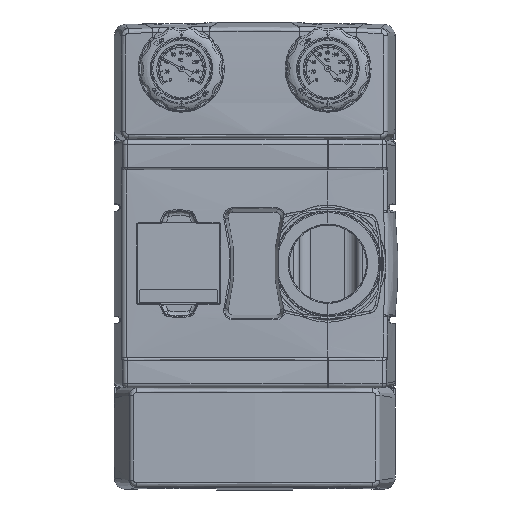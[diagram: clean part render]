
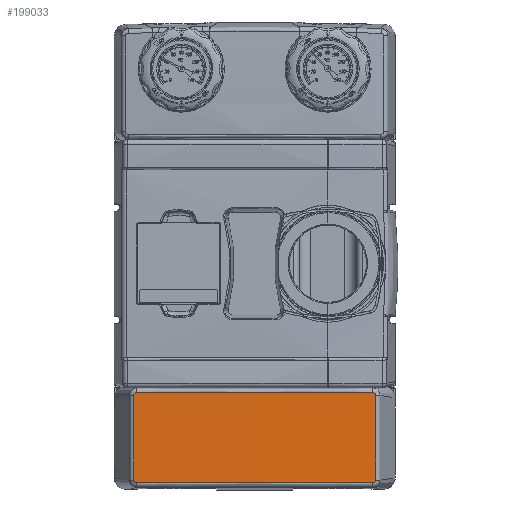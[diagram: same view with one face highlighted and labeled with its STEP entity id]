
A CAD part, top view. The second image highlights one B-rep face of the part: STEP entity #199033.
In plain terms, the highlighted cylindrical face has radius 2000 mm (diameter 4000 mm), a partial arc.
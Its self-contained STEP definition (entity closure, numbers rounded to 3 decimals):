
#198991=AXIS2_PLACEMENT_3D('Cylinder Axis2P3D',#198988,#198989,#198990) ;
#197495=CARTESIAN_POINT('Vertex',(38.501,-275.998,34.248)) ;
#197505=CARTESIAN_POINT('Vertex',(-163.501,-275.998,34.248)) ;
#197509=CARTESIAN_POINT('Control Point',(-163.501,-275.998,34.248)) ;
#197510=CARTESIAN_POINT('Control Point',(-123.135,-276.069,36.289)) ;
#197511=CARTESIAN_POINT('Control Point',(-82.717,-276.104,37.311)) ;
#197512=CARTESIAN_POINT('Control Point',(-42.283,-276.104,37.311)) ;
#197513=CARTESIAN_POINT('Control Point',(-1.865,-276.069,36.289)) ;
#197514=CARTESIAN_POINT('Control Point',(38.501,-275.998,34.248)) ;
#198251=CARTESIAN_POINT('Vertex',(-163.501,-352.802,34.248)) ;
#198274=CARTESIAN_POINT('Vertex',(38.501,-352.802,34.248)) ;
#198278=CARTESIAN_POINT('Control Point',(-163.501,-352.802,34.248)) ;
#198279=CARTESIAN_POINT('Control Point',(-123.605,-352.732,36.265)) ;
#198280=CARTESIAN_POINT('Control Point',(-83.659,-352.696,37.287)) ;
#198281=CARTESIAN_POINT('Control Point',(-43.696,-352.696,37.31)) ;
#198282=CARTESIAN_POINT('Control Point',(-3.278,-352.73,36.325)) ;
#198283=CARTESIAN_POINT('Control Point',(37.09,-352.8,34.319)) ;
#198284=CARTESIAN_POINT('Control Point',(37.56,-352.801,34.296)) ;
#198285=CARTESIAN_POINT('Control Point',(38.031,-352.802,34.272)) ;
#198286=CARTESIAN_POINT('Control Point',(38.501,-352.802,34.248)) ;
#198850=CARTESIAN_POINT('Vertex',(-165.764,-278.176,34.132)) ;
#198854=CARTESIAN_POINT('Control Point',(-165.764,-278.176,34.132)) ;
#198855=CARTESIAN_POINT('Control Point',(-165.764,-277.977,34.132)) ;
#198856=CARTESIAN_POINT('Control Point',(-165.74,-277.777,34.134)) ;
#198857=CARTESIAN_POINT('Control Point',(-165.691,-277.578,34.136)) ;
#198858=CARTESIAN_POINT('Control Point',(-165.51,-277.104,34.146)) ;
#198859=CARTESIAN_POINT('Control Point',(-165.197,-276.696,34.162)) ;
#198860=CARTESIAN_POINT('Control Point',(-164.972,-276.488,34.173)) ;
#198861=CARTESIAN_POINT('Control Point',(-164.548,-276.211,34.195)) ;
#198862=CARTESIAN_POINT('Control Point',(-164.08,-276.058,34.219)) ;
#198863=CARTESIAN_POINT('Control Point',(-163.887,-276.017,34.229)) ;
#198864=CARTESIAN_POINT('Control Point',(-163.693,-275.997,34.238)) ;
#198865=CARTESIAN_POINT('Control Point',(-163.501,-275.998,34.248)) ;
#198963=CARTESIAN_POINT('Vertex',(40.764,-278.176,34.132)) ;
#198967=CARTESIAN_POINT('Control Point',(40.764,-278.176,34.132)) ;
#198968=CARTESIAN_POINT('Control Point',(40.764,-277.986,34.132)) ;
#198969=CARTESIAN_POINT('Control Point',(40.742,-277.793,34.134)) ;
#198970=CARTESIAN_POINT('Control Point',(40.697,-277.603,34.136)) ;
#198971=CARTESIAN_POINT('Control Point',(40.528,-277.138,34.145)) ;
#198972=CARTESIAN_POINT('Control Point',(40.231,-276.733,34.16)) ;
#198973=CARTESIAN_POINT('Control Point',(40.012,-276.523,34.171)) ;
#198974=CARTESIAN_POINT('Control Point',(39.588,-276.23,34.193)) ;
#198975=CARTESIAN_POINT('Control Point',(39.114,-276.065,34.217)) ;
#198976=CARTESIAN_POINT('Control Point',(38.909,-276.02,34.227)) ;
#198977=CARTESIAN_POINT('Control Point',(38.704,-275.997,34.238)) ;
#198978=CARTESIAN_POINT('Control Point',(38.501,-275.998,34.248)) ;
#198988=CARTESIAN_POINT('Axis2P3D Location',(-62.5,-314.4,-1963.2)) ;
#198994=CARTESIAN_POINT('Control Point',(38.501,-352.802,34.248)) ;
#198995=CARTESIAN_POINT('Control Point',(39.166,-352.804,34.215)) ;
#198996=CARTESIAN_POINT('Control Point',(39.853,-352.568,34.18)) ;
#198997=CARTESIAN_POINT('Control Point',(40.473,-352.035,34.147)) ;
#198998=CARTESIAN_POINT('Control Point',(40.764,-351.314,34.132)) ;
#198999=CARTESIAN_POINT('Control Point',(40.764,-350.624,34.132)) ;
#199000=CARTESIAN_POINT('Vertex',(40.764,-350.624,34.132)) ;
#199003=CARTESIAN_POINT('Line Origine',(40.764,-314.4,34.132)) ;
#199008=CARTESIAN_POINT('Line Origine',(-165.764,-314.4,34.132)) ;
#199012=CARTESIAN_POINT('Vertex',(-165.764,-350.624,34.132)) ;
#199016=CARTESIAN_POINT('Control Point',(-163.501,-352.802,34.248)) ;
#199017=CARTESIAN_POINT('Control Point',(-164.166,-352.804,34.215)) ;
#199018=CARTESIAN_POINT('Control Point',(-164.853,-352.568,34.18)) ;
#199019=CARTESIAN_POINT('Control Point',(-165.473,-352.035,34.147)) ;
#199020=CARTESIAN_POINT('Control Point',(-165.764,-351.313,34.132)) ;
#199021=CARTESIAN_POINT('Control Point',(-165.764,-350.624,34.132)) ;
#198989=DIRECTION('Axis2P3D Direction',(0.,-1.,0.)) ;
#198990=DIRECTION('Axis2P3D XDirection',(0.053,0.,0.999)) ;
#199004=DIRECTION('Vector Direction',(0.,-1.,0.)) ;
#199009=DIRECTION('Vector Direction',(0.,-1.,0.)) ;
#199005=VECTOR('Line Direction',#199004,1.) ;
#199010=VECTOR('Line Direction',#199009,1.) ;
#199024=ORIENTED_EDGE('',*,*,#198287,.T.) ;
#199025=ORIENTED_EDGE('',*,*,#199002,.T.) ;
#199026=ORIENTED_EDGE('',*,*,#199007,.T.) ;
#199027=ORIENTED_EDGE('',*,*,#198979,.T.) ;
#199028=ORIENTED_EDGE('',*,*,#197515,.T.) ;
#199029=ORIENTED_EDGE('',*,*,#198866,.T.) ;
#199030=ORIENTED_EDGE('',*,*,#199014,.T.) ;
#199031=ORIENTED_EDGE('',*,*,#199022,.T.) ;
#199033=ADVANCED_FACE('PartBody',(#199032),#198992,.T.) ;
#197508=B_SPLINE_CURVE_WITH_KNOTS('',5,(#197509,#197510,#197511,#197512,#197513,#197514),.UNSPECIFIED.,.F.,.U.,(6,6),(74.917,360.427),.UNSPECIFIED.) ;
#198277=B_SPLINE_CURVE_WITH_KNOTS('',5,(#198278,#198279,#198280,#198281,#198282,#198283,#198284,#198285,#198286),.UNSPECIFIED.,.F.,.U.,(6,3,6),(74.917,357.101,360.427),.UNSPECIFIED.) ;
#198853=B_SPLINE_CURVE_WITH_KNOTS('',5,(#198854,#198855,#198856,#198857,#198858,#198859,#198860,#198861,#198862,#198863,#198864,#198865),.UNSPECIFIED.,.F.,.U.,(6,3,3,6),(1.725,4.235,7.917,10.43),.UNSPECIFIED.) ;
#198966=B_SPLINE_CURVE_WITH_KNOTS('',5,(#198967,#198968,#198969,#198970,#198971,#198972,#198973,#198974,#198975,#198976,#198977,#198978),.UNSPECIFIED.,.F.,.U.,(6,3,3,6),(1.725,4.13,7.772,10.43),.UNSPECIFIED.) ;
#198993=B_SPLINE_CURVE_WITH_KNOTS('',5,(#198994,#198995,#198996,#198997,#198998,#198999),.UNSPECIFIED.,.F.,.U.,(6,6),(1.805,10.535),.UNSPECIFIED.) ;
#199015=B_SPLINE_CURVE_WITH_KNOTS('',5,(#199016,#199017,#199018,#199019,#199020,#199021),.UNSPECIFIED.,.F.,.U.,(6,6),(1.805,10.534),.UNSPECIFIED.) ;
#198992=CYLINDRICAL_SURFACE('generated cylinder',#198991,2000.) ;
#197515=EDGE_CURVE('',#197496,#197506,#197508,.F.) ;
#198287=EDGE_CURVE('',#198252,#198275,#198277,.T.) ;
#198866=EDGE_CURVE('',#197506,#198851,#198853,.F.) ;
#198979=EDGE_CURVE('',#198964,#197496,#198966,.T.) ;
#199002=EDGE_CURVE('',#198275,#199001,#198993,.T.) ;
#199007=EDGE_CURVE('',#199001,#198964,#199006,.F.) ;
#199014=EDGE_CURVE('',#198851,#199013,#199011,.T.) ;
#199022=EDGE_CURVE('',#199013,#198252,#199015,.F.) ;
#199023=EDGE_LOOP('',(#199024,#199025,#199026,#199027,#199028,#199029,#199030,#199031)) ;
#199032=FACE_OUTER_BOUND('',#199023,.T.) ;
#199006=LINE('Line',#199003,#199005) ;
#199011=LINE('Line',#199008,#199010) ;
#197496=VERTEX_POINT('',#197495) ;
#197506=VERTEX_POINT('',#197505) ;
#198252=VERTEX_POINT('',#198251) ;
#198275=VERTEX_POINT('',#198274) ;
#198851=VERTEX_POINT('',#198850) ;
#198964=VERTEX_POINT('',#198963) ;
#199001=VERTEX_POINT('',#199000) ;
#199013=VERTEX_POINT('',#199012) ;
